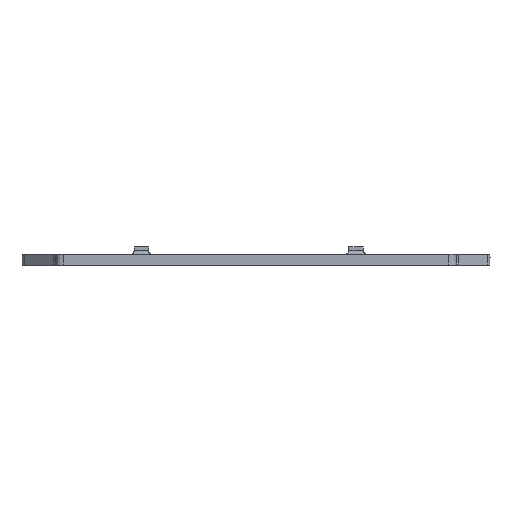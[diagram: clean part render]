
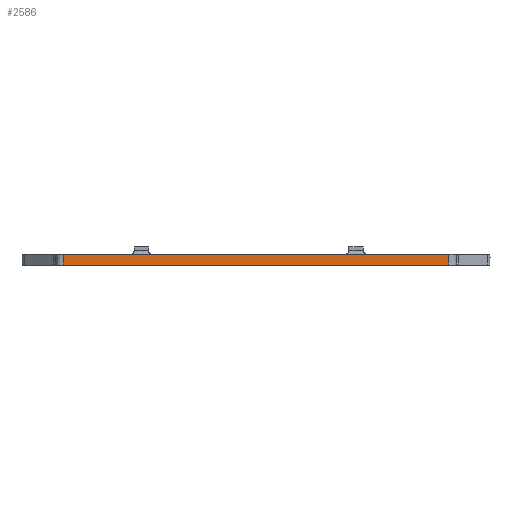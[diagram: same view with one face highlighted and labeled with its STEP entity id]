
A CAD part, front view. The second image highlights one B-rep face of the part: STEP entity #2586.
In plain terms, the highlighted planar face has unit normal (0, -1, 0).
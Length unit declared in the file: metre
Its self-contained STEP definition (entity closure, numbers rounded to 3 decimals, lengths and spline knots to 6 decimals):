
#86=B_SPLINE_CURVE_WITH_KNOTS('',3,(#3905,#3906,#3907,#3908),
 .UNSPECIFIED.,.F.,.F.,(4,4),(0.,1.),.UNSPECIFIED.);
#87=B_SPLINE_CURVE_WITH_KNOTS('',3,(#3909,#3910,#3911,#3912),
 .UNSPECIFIED.,.F.,.F.,(4,4),(0.,1.),.UNSPECIFIED.);
#354=ORIENTED_EDGE('',*,*,#1047,.T.);
#355=ORIENTED_EDGE('',*,*,#1106,.T.);
#356=ORIENTED_EDGE('',*,*,#939,.F.);
#357=ORIENTED_EDGE('',*,*,#1107,.T.);
#939=EDGE_CURVE('',#1319,#1320,#1561,.T.);
#1047=EDGE_CURVE('',#1428,#1427,#1648,.T.);
#1106=EDGE_CURVE('',#1427,#1320,#86,.T.);
#1107=EDGE_CURVE('',#1319,#1428,#87,.T.);
#1319=VERTEX_POINT('',#3465);
#1320=VERTEX_POINT('',#3467);
#1427=VERTEX_POINT('',#3745);
#1428=VERTEX_POINT('',#3747);
#1561=LINE('',#3466,#1841);
#1648=LINE('',#3746,#1928);
#1841=VECTOR('',#2882,1.);
#1928=VECTOR('',#2971,1.);
#2148=EDGE_LOOP('',(#354,#355,#356,#357));
#2338=FACE_BOUND('',#2148,.T.);
#2480=PLANE('',#2739);
#2586=ADVANCED_FACE('',(#2338),#2480,.F.);
#2739=AXIS2_PLACEMENT_3D('',#3904,#3025,#3026);
#2882=DIRECTION('',(1.,0.,0.));
#2971=DIRECTION('',(1.,0.,0.));
#3025=DIRECTION('',(0.,1.,0.));
#3026=DIRECTION('',(-1.,0.,0.));
#3465=CARTESIAN_POINT('',(-0.053,-0.0485,0.054));
#3466=CARTESIAN_POINT('',(0.,-0.0485,0.054));
#3467=CARTESIAN_POINT('',(0.053,-0.0485,0.054));
#3745=CARTESIAN_POINT('',(0.053,-0.0485,0.051));
#3746=CARTESIAN_POINT('',(0.,-0.0485,0.051));
#3747=CARTESIAN_POINT('',(-0.053,-0.0485,0.051));
#3904=CARTESIAN_POINT('',(0.,-0.0485,0.054));
#3905=CARTESIAN_POINT('',(0.053,-0.0485,0.051));
#3906=CARTESIAN_POINT('',(0.053,-0.0485,0.052));
#3907=CARTESIAN_POINT('',(0.053,-0.0485,0.053));
#3908=CARTESIAN_POINT('',(0.053,-0.0485,0.054));
#3909=CARTESIAN_POINT('',(-0.053,-0.0485,0.054));
#3910=CARTESIAN_POINT('',(-0.053,-0.0485,0.053));
#3911=CARTESIAN_POINT('',(-0.053,-0.0485,0.052));
#3912=CARTESIAN_POINT('',(-0.053,-0.0485,0.051));
